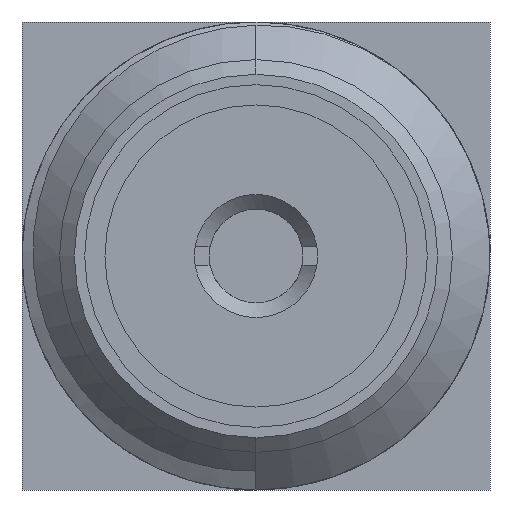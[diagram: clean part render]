
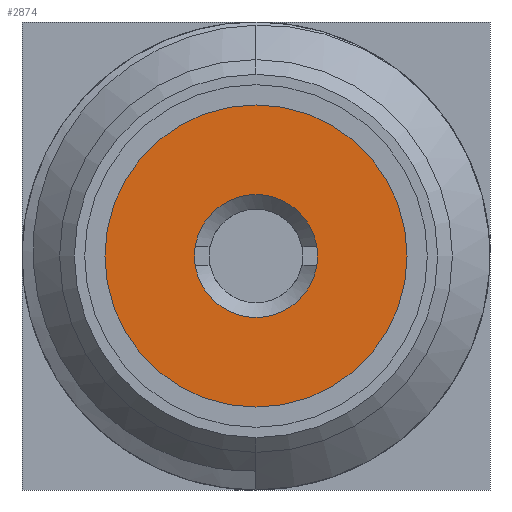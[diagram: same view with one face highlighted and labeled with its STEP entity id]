
A CAD part, left-side view. The second image highlights one B-rep face of the part: STEP entity #2874.
In plain terms, the highlighted planar face has unit normal (-1, 0, 0).
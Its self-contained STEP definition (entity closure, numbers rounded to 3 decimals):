
#1047=CARTESIAN_POINT('',(-4.65,0.,0.));
#1048=DIRECTION('',(-1.,0.,0.));
#1049=DIRECTION('',(0.,-1.,0.));
#1050=AXIS2_PLACEMENT_3D('',#1047,#1048,#1049);
#1052=CARTESIAN_POINT('',(-4.65,0.,0.));
#1053=DIRECTION('',(-1.,0.,0.));
#1054=DIRECTION('',(0.,1.,0.));
#1055=AXIS2_PLACEMENT_3D('',#1052,#1053,#1054);
#1057=CARTESIAN_POINT('',(-4.65,0.,0.));
#1058=DIRECTION('',(1.,0.,0.));
#1059=DIRECTION('',(0.,0.989,0.15));
#1060=AXIS2_PLACEMENT_3D('',#1057,#1058,#1059);
#1062=CARTESIAN_POINT('',(-4.65,0.,0.));
#1063=DIRECTION('',(1.,0.,0.));
#1064=DIRECTION('',(0.,-0.989,-0.15));
#1065=AXIS2_PLACEMENT_3D('',#1062,#1063,#1064);
#1067=CARTESIAN_POINT('',(-4.65,-0.826,0.125));
#1079=CARTESIAN_POINT('',(-4.65,0.826,0.125));
#1133=CARTESIAN_POINT('',(-4.65,0.,0.));
#1134=DIRECTION('',(1.,0.,0.));
#1135=DIRECTION('',(0.,-0.989,0.15));
#1136=AXIS2_PLACEMENT_3D('',#1133,#1134,#1135);
#1184=CARTESIAN_POINT('',(-4.65,-0.826,-0.125));
#1186=CARTESIAN_POINT('',(-4.65,0.826,-0.125));
#1202=CARTESIAN_POINT('',(-4.65,0.,0.));
#1203=DIRECTION('',(1.,0.,0.));
#1204=DIRECTION('',(0.,0.989,-0.15));
#1205=AXIS2_PLACEMENT_3D('',#1202,#1203,#1204);
#1507=CARTESIAN_POINT('',(-4.65,-2.05,0.));
#1508=CARTESIAN_POINT('',(-4.65,2.05,0.));
#1509=VERTEX_POINT('',#1507);
#1510=VERTEX_POINT('',#1508);
#1539=VERTEX_POINT('',#1184);
#1540=VERTEX_POINT('',#1186);
#1541=VERTEX_POINT('',#1067);
#1542=VERTEX_POINT('',#1079);
#2855=CARTESIAN_POINT('',(-4.65,0.,0.));
#2856=DIRECTION('',(-1.,0.,0.));
#2857=DIRECTION('',(0.,-1.,0.));
#2858=AXIS2_PLACEMENT_3D('',#2855,#2856,#2857);
#2859=PLANE('',#2858);
#2860=ORIENTED_EDGE('',*,*,#2835,.F.);
#2861=ORIENTED_EDGE('',*,*,#2849,.F.);
#2862=EDGE_LOOP('',(#2860,#2861));
#2863=FACE_OUTER_BOUND('',#2862,.F.);
#2865=ORIENTED_EDGE('',*,*,#2864,.F.);
#2867=ORIENTED_EDGE('',*,*,#2866,.F.);
#2869=ORIENTED_EDGE('',*,*,#2868,.F.);
#2871=ORIENTED_EDGE('',*,*,#2870,.F.);
#2872=EDGE_LOOP('',(#2865,#2867,#2869,#2871));
#2873=FACE_BOUND('',#2872,.F.);
#1051=CIRCLE('',#1050,2.05);
#1056=CIRCLE('',#1055,2.05);
#1061=CIRCLE('',#1060,0.835);
#1066=CIRCLE('',#1065,0.835);
#1137=CIRCLE('',#1136,0.835);
#1206=CIRCLE('',#1205,0.835);
#2835=EDGE_CURVE('',#1509,#1510,#1051,.T.);
#2849=EDGE_CURVE('',#1510,#1509,#1056,.T.);
#2864=EDGE_CURVE('',#1542,#1541,#1061,.T.);
#2866=EDGE_CURVE('',#1540,#1542,#1206,.T.);
#2868=EDGE_CURVE('',#1539,#1540,#1066,.T.);
#2870=EDGE_CURVE('',#1541,#1539,#1137,.T.);
#2874=ADVANCED_FACE('',(#2863,#2873),#2859,.T.);
